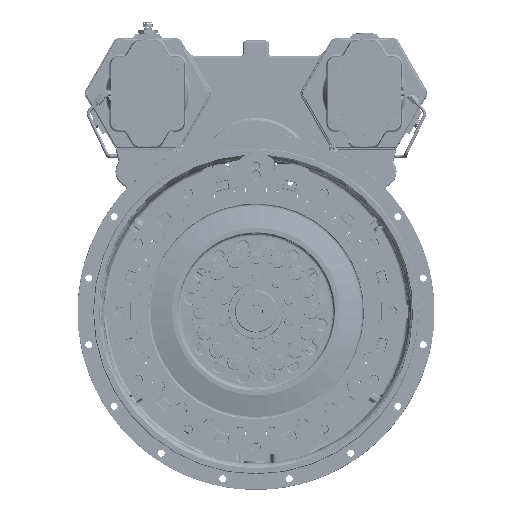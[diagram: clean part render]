
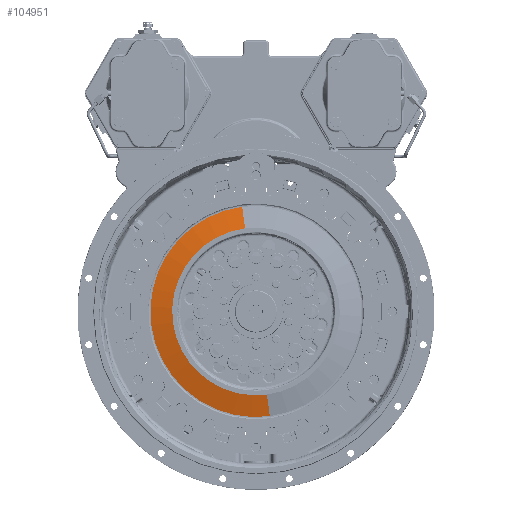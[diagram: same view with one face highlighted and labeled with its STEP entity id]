
A CAD part, top view. The second image highlights one B-rep face of the part: STEP entity #104951.
In plain terms, the highlighted conical face has half-angle 76.698 degrees and reference radius 210.341 mm.
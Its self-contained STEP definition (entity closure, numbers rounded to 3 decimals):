
#5069 = CIRCLE ( 'NONE', #48844, 167. ) ;
#7316 = VERTEX_POINT ( 'NONE', #197201 ) ;
#11473 = CARTESIAN_POINT ( 'NONE',  ( -27.455, 208.542, 101.088 ) ) ;
#12997 = CARTESIAN_POINT ( 'NONE',  ( 0., 0., 101.088 ) ) ;
#16790 = FACE_OUTER_BOUND ( 'NONE', #197247, .T. ) ;
#19687 = DIRECTION ( 'NONE',  ( -0.127, 0.965, -0.23 ) ) ;
#24854 = LINE ( 'NONE', #68316, #182685 ) ;
#28324 = DIRECTION ( 'NONE',  ( 0.924, -0.383, 0. ) ) ;
#38244 = DIRECTION ( 'NONE',  ( 0.127, -0.965, -0.23 ) ) ;
#39671 = EDGE_CURVE ( 'NONE', #88037, #85706, #106512, .T. ) ;
#48844 = AXIS2_PLACEMENT_3D ( 'NONE', #81433, #188433, #96750 ) ;
#51787 = CARTESIAN_POINT ( 'NONE',  ( -27.455, 208.542, 101.088 ) ) ;
#59911 = CIRCLE ( 'NONE', #96783, 210.341 ) ;
#60049 = ORIENTED_EDGE ( 'NONE', *, *, #153682, .T. ) ;
#60994 = VECTOR ( 'NONE', #19687, 1000. ) ;
#62350 = CARTESIAN_POINT ( 'NONE',  ( 0., 0., 101.088 ) ) ;
#62606 = CARTESIAN_POINT ( 'NONE',  ( 27.455, -208.542, 101.088 ) ) ;
#63034 = EDGE_CURVE ( 'NONE', #7316, #177727, #24854, .T. ) ;
#64160 = CARTESIAN_POINT ( 'NONE',  ( -21.798, 165.571, 111.336 ) ) ;
#64495 = EDGE_CURVE ( 'NONE', #85706, #103361, #59911, .T. ) ;
#68316 = CARTESIAN_POINT ( 'NONE',  ( 27.455, -208.542, 101.088 ) ) ;
#70230 = ORIENTED_EDGE ( 'NONE', *, *, #76648, .T. ) ;
#74220 = DIRECTION ( 'NONE',  ( 0., 0., 1. ) ) ;
#76648 = EDGE_CURVE ( 'NONE', #7316, #88037, #5069, .T. ) ;
#78898 = CONICAL_SURFACE ( 'NONE', #155888, 210.341, 1.339 ) ;
#81433 = CARTESIAN_POINT ( 'NONE',  ( 0., 0., 111.336 ) ) ;
#85706 = VERTEX_POINT ( 'NONE', #11473 ) ;
#88037 = VERTEX_POINT ( 'NONE', #64160 ) ;
#91732 = ORIENTED_EDGE ( 'NONE', *, *, #63034, .F. ) ;
#96750 = DIRECTION ( 'NONE',  ( -0.131, 0.991, 0. ) ) ;
#96783 = AXIS2_PLACEMENT_3D ( 'NONE', #165920, #74220, #181224 ) ;
#103361 = VERTEX_POINT ( 'NONE', #132519 ) ;
#104951 = ADVANCED_FACE ( 'NONE', ( #16790 ), #78898, .T. ) ;
#106512 = LINE ( 'NONE', #51787, #60994 ) ;
#119849 = DIRECTION ( 'NONE',  ( 0., 0., 1. ) ) ;
#123831 = DIRECTION ( 'NONE',  ( 0., 0., -1. ) ) ;
#132519 = CARTESIAN_POINT ( 'NONE',  ( -194.33, 80.494, 101.088 ) ) ;
#153682 = EDGE_CURVE ( 'NONE', #103361, #177727, #192625, .T. ) ;
#155888 = AXIS2_PLACEMENT_3D ( 'NONE', #62350, #123831, #185385 ) ;
#165920 = CARTESIAN_POINT ( 'NONE',  ( 0., 0., 101.088 ) ) ;
#166468 = AXIS2_PLACEMENT_3D ( 'NONE', #12997, #119849, #28324 ) ;
#171912 = ORIENTED_EDGE ( 'NONE', *, *, #39671, .T. ) ;
#177727 = VERTEX_POINT ( 'NONE', #62606 ) ;
#179305 = ORIENTED_EDGE ( 'NONE', *, *, #64495, .T. ) ;
#181224 = DIRECTION ( 'NONE',  ( 0.924, -0.383, 0. ) ) ;
#182685 = VECTOR ( 'NONE', #38244, 1000. ) ;
#185385 = DIRECTION ( 'NONE',  ( -0.131, 0.991, 0. ) ) ;
#188433 = DIRECTION ( 'NONE',  ( 0., 0., -1. ) ) ;
#192625 = CIRCLE ( 'NONE', #166468, 210.341 ) ;
#197201 = CARTESIAN_POINT ( 'NONE',  ( 21.798, -165.571, 111.336 ) ) ;
#197247 = EDGE_LOOP ( 'NONE', ( #91732, #70230, #171912, #179305, #60049 ) ) ;
